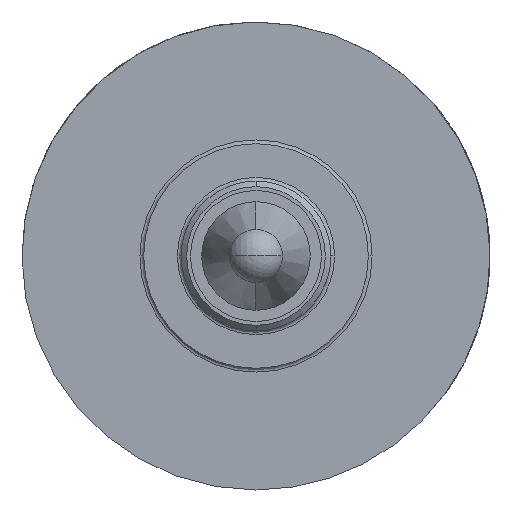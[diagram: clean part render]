
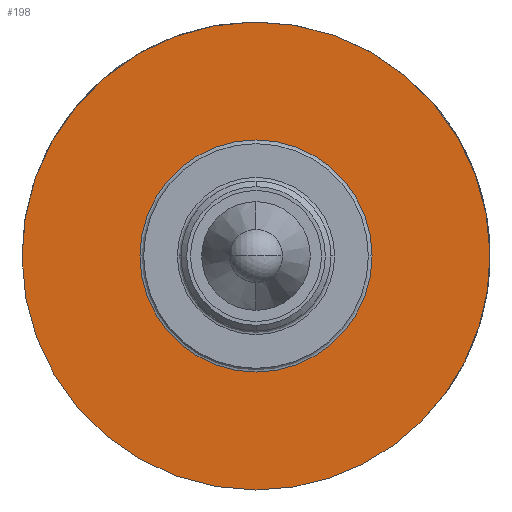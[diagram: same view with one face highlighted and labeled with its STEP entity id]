
A CAD part, left-side view. The second image highlights one B-rep face of the part: STEP entity #198.
In plain terms, the highlighted planar face has unit normal (-1, 0, 0).
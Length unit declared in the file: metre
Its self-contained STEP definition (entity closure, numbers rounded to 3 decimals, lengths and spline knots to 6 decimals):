
#198=ADVANCED_FACE('0:2775',(#493,#494),#495,.T.);
#493=FACE_OUTER_BOUND('',#909,.T.);
#494=FACE_BOUND('',#910,.T.);
#495=PLANE('',#911);
#909=EDGE_LOOP('',(#1653,#1654,#1655));
#910=EDGE_LOOP('',(#1656,#1657));
#911=AXIS2_PLACEMENT_3D('',#1658,#1659,#1660);
#1653=ORIENTED_EDGE('',*,*,#2592,.F.);
#1654=ORIENTED_EDGE('',*,*,#2591,.F.);
#1655=ORIENTED_EDGE('',*,*,#2637,.F.);
#1656=ORIENTED_EDGE('',*,*,#2541,.T.);
#1657=ORIENTED_EDGE('',*,*,#2694,.T.);
#1658=CARTESIAN_POINT('',(0.152017,0.147308,0.009461));
#1659=DIRECTION('',(-1.0,0.,0.));
#1660=DIRECTION('',(0.,0.,1.0));
#2541=EDGE_CURVE('0:3120',#3002,#3000,#3003,.T.);
#2591=EDGE_CURVE('',#3093,#3095,#3096,.T.);
#2592=EDGE_CURVE('0:3153',#3095,#3049,#3097,.T.);
#2637=EDGE_CURVE('',#3049,#3093,#3175,.T.);
#2694=EDGE_CURVE('',#3000,#3002,#3266,.T.);
#3000=VERTEX_POINT('',#3690);
#3002=VERTEX_POINT('',#3692);
#3003=CIRCLE('',#3693,0.0062);
#3049=VERTEX_POINT('',#3745);
#3093=VERTEX_POINT('',#3807);
#3095=VERTEX_POINT('',#3810);
#3096=CIRCLE('',#3811,0.0125);
#3097=CIRCLE('',#3812,0.0125);
#3175=CIRCLE('',#3903,0.0125);
#3266=CIRCLE('',#4040,0.0062);
#3690=CARTESIAN_POINT('',(0.152017,0.153508,0.000111));
#3692=CARTESIAN_POINT('',(0.152017,0.141108,0.000111));
#3693=AXIS2_PLACEMENT_3D('',#4659,#4660,#4661);
#3745=CARTESIAN_POINT('',(0.152017,0.159808,0.000009));
#3807=CARTESIAN_POINT('',(0.152017,0.134809,0.000212));
#3810=CARTESIAN_POINT('',(0.152017,0.147308,-0.012389));
#3811=AXIS2_PLACEMENT_3D('',#4755,#4756,#4757);
#3812=AXIS2_PLACEMENT_3D('',#4758,#4759,#4760);
#3903=AXIS2_PLACEMENT_3D('',#4840,#4841,#4842);
#4040=AXIS2_PLACEMENT_3D('',#4940,#4941,#4942);
#4659=CARTESIAN_POINT('',(0.152017,0.147308,0.000111));
#4660=DIRECTION('',(1.0,0.,0.));
#4661=DIRECTION('',(0.,0.,1.0));
#4755=CARTESIAN_POINT('',(0.152017,0.147308,0.000111));
#4756=DIRECTION('',(1.0,0.,0.));
#4757=DIRECTION('',(0.,0.,1.0));
#4758=CARTESIAN_POINT('',(0.152017,0.147308,0.000111));
#4759=DIRECTION('',(1.0,0.,0.));
#4760=DIRECTION('',(0.,0.,1.0));
#4840=CARTESIAN_POINT('',(0.152017,0.147308,0.000111));
#4841=DIRECTION('',(1.0,0.,0.));
#4842=DIRECTION('',(0.,0.,1.0));
#4940=CARTESIAN_POINT('',(0.152017,0.147308,0.000111));
#4941=DIRECTION('',(1.0,0.,0.));
#4942=DIRECTION('',(0.,0.,1.0));
